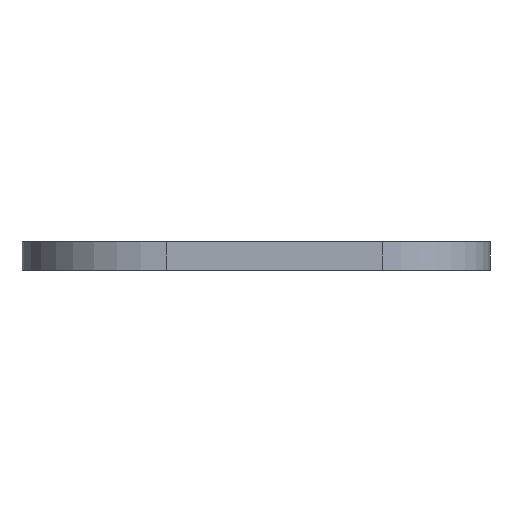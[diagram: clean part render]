
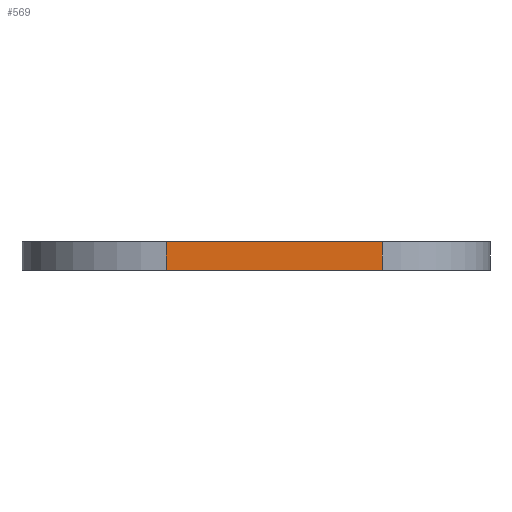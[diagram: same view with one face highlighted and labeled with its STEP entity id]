
A CAD part, left-side view. The second image highlights one B-rep face of the part: STEP entity #569.
In plain terms, the highlighted planar face has unit normal (-1, 0, 0).
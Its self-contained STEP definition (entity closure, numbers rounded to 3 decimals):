
#11 = DIRECTION ( 'NONE',  ( 0., 1., 0. ) ) ;
#95 = EDGE_CURVE ( 'NONE', #466, #842, #681, .T. ) ;
#134 = VECTOR ( 'NONE', #11, 1000. ) ;
#166 = EDGE_CURVE ( 'NONE', #285, #466, #869, .T. ) ;
#183 = DIRECTION ( 'NONE',  ( -1., 0., 0. ) ) ;
#285 = VERTEX_POINT ( 'NONE', #670 ) ;
#338 = ORIENTED_EDGE ( 'NONE', *, *, #166, .T. ) ;
#345 = EDGE_CURVE ( 'NONE', #985, #285, #968, .T. ) ;
#357 = CARTESIAN_POINT ( 'NONE',  ( -50., -32.5, 4. ) ) ;
#392 = AXIS2_PLACEMENT_3D ( 'NONE', #357, #183, #802 ) ;
#424 = CARTESIAN_POINT ( 'NONE',  ( -50., -32.5, 4. ) ) ;
#458 = CARTESIAN_POINT ( 'NONE',  ( -50., -17.5, 0. ) ) ;
#466 = VERTEX_POINT ( 'NONE', #502 ) ;
#502 = CARTESIAN_POINT ( 'NONE',  ( -50., 12.5, 4. ) ) ;
#562 = VECTOR ( 'NONE', #744, 1000. ) ;
#569 = ADVANCED_FACE ( 'NONE', ( #607 ), #972, .T. ) ;
#604 = CARTESIAN_POINT ( 'NONE',  ( -50., 12.5, 0. ) ) ;
#607 = FACE_OUTER_BOUND ( 'NONE', #953, .T. ) ;
#654 = ORIENTED_EDGE ( 'NONE', *, *, #345, .T. ) ;
#659 = VECTOR ( 'NONE', #988, 1000. ) ;
#670 = CARTESIAN_POINT ( 'NONE',  ( -50., -17.5, 4. ) ) ;
#681 = LINE ( 'NONE', #604, #562 ) ;
#741 = EDGE_CURVE ( 'NONE', #985, #842, #917, .T. ) ;
#744 = DIRECTION ( 'NONE',  ( 0., 0., -1. ) ) ;
#746 = CARTESIAN_POINT ( 'NONE',  ( -50., -32.5, 0. ) ) ;
#802 = DIRECTION ( 'NONE',  ( 0., 0., 1. ) ) ;
#831 = CARTESIAN_POINT ( 'NONE',  ( -50., 12.5, 0. ) ) ;
#841 = CARTESIAN_POINT ( 'NONE',  ( -50., -17.5, 4. ) ) ;
#842 = VERTEX_POINT ( 'NONE', #831 ) ;
#869 = LINE ( 'NONE', #424, #134 ) ;
#917 = LINE ( 'NONE', #746, #659 ) ;
#924 = ORIENTED_EDGE ( 'NONE', *, *, #741, .F. ) ;
#940 = DIRECTION ( 'NONE',  ( 0., 0., 1. ) ) ;
#953 = EDGE_LOOP ( 'NONE', ( #338, #959, #924, #654 ) ) ;
#959 = ORIENTED_EDGE ( 'NONE', *, *, #95, .T. ) ;
#968 = LINE ( 'NONE', #841, #1005 ) ;
#972 = PLANE ( 'NONE',  #392 ) ;
#985 = VERTEX_POINT ( 'NONE', #458 ) ;
#988 = DIRECTION ( 'NONE',  ( 0., 1., 0. ) ) ;
#1005 = VECTOR ( 'NONE', #940, 1000. ) ;
